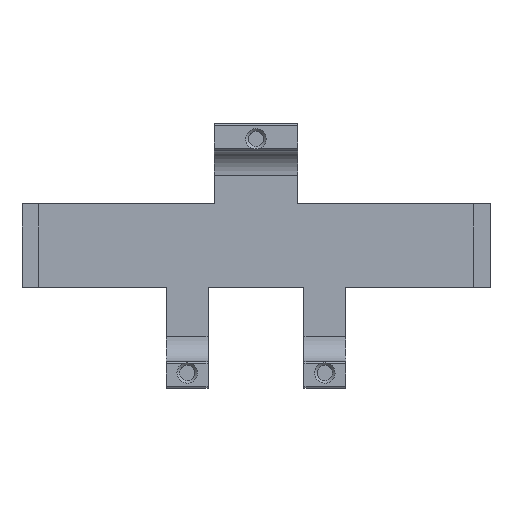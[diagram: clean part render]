
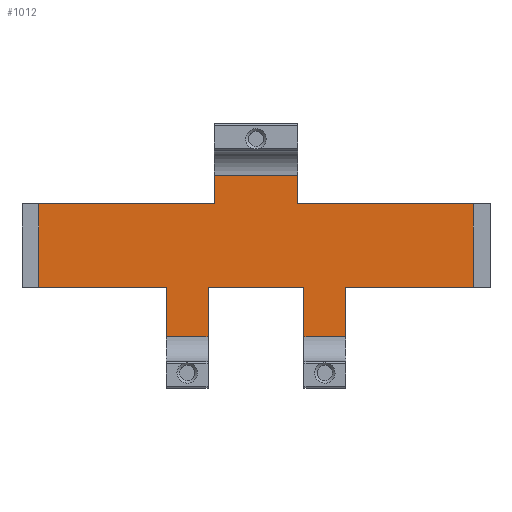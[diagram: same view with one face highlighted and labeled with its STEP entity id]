
A CAD part, top view. The second image highlights one B-rep face of the part: STEP entity #1012.
In plain terms, the highlighted planar face has unit normal (0, 0, 1).
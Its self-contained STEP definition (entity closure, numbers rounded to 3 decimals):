
#36=PLANE('',#1116);
#86=FACE_OUTER_BOUND('',#139,.T.);
#139=EDGE_LOOP('',(#857,#858,#859,#860,#861,#862,#863,#864,#865,#866,#867,
#868,#869,#870,#871,#872));
#170=LINE('',#1469,#277);
#183=LINE('',#1529,#290);
#195=LINE('',#1601,#302);
#204=LINE('',#1630,#311);
#226=LINE('',#1682,#333);
#232=LINE('',#1698,#339);
#237=LINE('',#1709,#344);
#240=LINE('',#1717,#347);
#242=LINE('',#1721,#349);
#244=LINE('',#1725,#351);
#245=LINE('',#1726,#352);
#246=LINE('',#1728,#353);
#247=LINE('',#1729,#354);
#248=LINE('',#1731,#355);
#249=LINE('',#1732,#356);
#250=LINE('',#1733,#357);
#277=VECTOR('',#1168,10.);
#290=VECTOR('',#1209,10.);
#302=VECTOR('',#1245,10.);
#311=VECTOR('',#1276,10.);
#333=VECTOR('',#1324,10.);
#339=VECTOR('',#1338,10.);
#344=VECTOR('',#1347,10.);
#347=VECTOR('',#1356,10.);
#349=VECTOR('',#1362,10.);
#351=VECTOR('',#1366,10.);
#352=VECTOR('',#1367,10.);
#353=VECTOR('',#1368,10.);
#354=VECTOR('',#1369,10.);
#355=VECTOR('',#1370,10.);
#356=VECTOR('',#1371,10.);
#357=VECTOR('',#1372,10.);
#427=VERTEX_POINT('',#1466);
#428=VERTEX_POINT('',#1468);
#445=VERTEX_POINT('',#1526);
#446=VERTEX_POINT('',#1528);
#463=VERTEX_POINT('',#1598);
#464=VERTEX_POINT('',#1600);
#472=VERTEX_POINT('',#1627);
#473=VERTEX_POINT('',#1629);
#490=VERTEX_POINT('',#1681);
#495=VERTEX_POINT('',#1695);
#496=VERTEX_POINT('',#1697);
#499=VERTEX_POINT('',#1705);
#501=VERTEX_POINT('',#1713);
#503=VERTEX_POINT('',#1724);
#504=VERTEX_POINT('',#1727);
#505=VERTEX_POINT('',#1730);
#528=EDGE_CURVE('',#428,#427,#170,.T.);
#551=EDGE_CURVE('',#446,#445,#183,.T.);
#573=EDGE_CURVE('',#464,#463,#195,.T.);
#588=EDGE_CURVE('',#473,#472,#204,.T.);
#615=EDGE_CURVE('',#490,#473,#226,.T.);
#623=EDGE_CURVE('',#496,#495,#232,.T.);
#629=EDGE_CURVE('',#446,#499,#237,.T.);
#633=EDGE_CURVE('',#428,#501,#240,.T.);
#635=EDGE_CURVE('',#464,#472,#242,.T.);
#637=EDGE_CURVE('',#445,#503,#244,.T.);
#638=EDGE_CURVE('',#503,#490,#245,.T.);
#639=EDGE_CURVE('',#463,#504,#246,.T.);
#640=EDGE_CURVE('',#504,#501,#247,.T.);
#641=EDGE_CURVE('',#427,#505,#248,.T.);
#642=EDGE_CURVE('',#505,#496,#249,.T.);
#643=EDGE_CURVE('',#495,#499,#250,.T.);
#857=ORIENTED_EDGE('',*,*,#629,.F.);
#858=ORIENTED_EDGE('',*,*,#551,.T.);
#859=ORIENTED_EDGE('',*,*,#637,.T.);
#860=ORIENTED_EDGE('',*,*,#638,.T.);
#861=ORIENTED_EDGE('',*,*,#615,.T.);
#862=ORIENTED_EDGE('',*,*,#588,.T.);
#863=ORIENTED_EDGE('',*,*,#635,.F.);
#864=ORIENTED_EDGE('',*,*,#573,.T.);
#865=ORIENTED_EDGE('',*,*,#639,.T.);
#866=ORIENTED_EDGE('',*,*,#640,.T.);
#867=ORIENTED_EDGE('',*,*,#633,.F.);
#868=ORIENTED_EDGE('',*,*,#528,.T.);
#869=ORIENTED_EDGE('',*,*,#641,.T.);
#870=ORIENTED_EDGE('',*,*,#642,.T.);
#871=ORIENTED_EDGE('',*,*,#623,.T.);
#872=ORIENTED_EDGE('',*,*,#643,.T.);
#1012=ADVANCED_FACE('',(#86),#36,.F.);
#1116=AXIS2_PLACEMENT_3D('',#1723,#1364,#1365);
#1168=DIRECTION('',(0.,1.,0.));
#1209=DIRECTION('',(0.,-1.,0.));
#1245=DIRECTION('',(0.,1.,0.));
#1276=DIRECTION('',(0.,-1.,0.));
#1324=DIRECTION('',(1.,0.,0.));
#1338=DIRECTION('',(-1.,0.,0.));
#1347=DIRECTION('',(1.,0.,0.));
#1356=DIRECTION('',(-1.,0.,0.));
#1362=DIRECTION('',(-1.,0.,0.));
#1364=DIRECTION('center_axis',(0.,0.,
-1.));
#1365=DIRECTION('ref_axis',(-1.,0.,0.));
#1366=DIRECTION('',(-1.,0.,0.));
#1367=DIRECTION('',(0.,-1.,0.));
#1368=DIRECTION('',(1.,0.,0.));
#1369=DIRECTION('',(0.,-1.,0.));
#1370=DIRECTION('',(1.,0.,0.));
#1371=DIRECTION('',(0.,1.,0.));
#1372=DIRECTION('',(0.,1.,0.));
#1466=CARTESIAN_POINT('',(10.75,-3.,-4.3));
#1468=CARTESIAN_POINT('',(10.75,-8.92,-4.3));
#1469=CARTESIAN_POINT('',(10.75,-1.123,-4.3));
#1526=CARTESIAN_POINT('',(-5.,7.,-4.3));
#1528=CARTESIAN_POINT('',(-5.,10.43,-4.3));
#1529=CARTESIAN_POINT('',(-5.,3.877,-4.3));
#1598=CARTESIAN_POINT('',(-5.75,-3.,-4.3));
#1600=CARTESIAN_POINT('',(-5.75,-8.92,-4.3));
#1601=CARTESIAN_POINT('',(-5.75,-1.123,-4.3));
#1627=CARTESIAN_POINT('',(-10.75,-8.92,-4.3));
#1629=CARTESIAN_POINT('',(-10.75,-3.,-4.3));
#1630=CARTESIAN_POINT('',(-10.75,-6.933,-4.3));
#1681=CARTESIAN_POINT('',(-26.05,-3.,-4.3));
#1682=CARTESIAN_POINT('',(-5.375,-3.,-4.3));
#1695=CARTESIAN_POINT('',(5.,7.,-4.3));
#1697=CARTESIAN_POINT('',(26.05,7.,-4.3));
#1698=CARTESIAN_POINT('',(2.5,7.,-4.3));
#1705=CARTESIAN_POINT('',(5.,10.43,-4.3));
#1709=CARTESIAN_POINT('',(-2.5,10.43,-4.3));
#1713=CARTESIAN_POINT('',(5.75,-8.92,-4.3));
#1717=CARTESIAN_POINT('',(5.375,-8.92,-4.3));
#1721=CARTESIAN_POINT('',(-2.875,-8.92,-4.3));
#1723=CARTESIAN_POINT('Origin',(0.,0.755,
-4.3));
#1724=CARTESIAN_POINT('',(-26.05,7.,-4.3));
#1725=CARTESIAN_POINT('',(-14.025,7.,-4.3));
#1726=CARTESIAN_POINT('',(-26.05,-1.123,-4.3));
#1727=CARTESIAN_POINT('',(5.75,-3.,-4.3));
#1728=CARTESIAN_POINT('',(2.875,-3.,-4.3));
#1729=CARTESIAN_POINT('',(5.75,-6.933,-4.3));
#1730=CARTESIAN_POINT('',(26.05,-3.,-4.3));
#1731=CARTESIAN_POINT('',(14.025,-3.,-4.3));
#1732=CARTESIAN_POINT('',(26.05,3.877,-4.3));
#1733=CARTESIAN_POINT('',(5.,8.442,-4.3));
